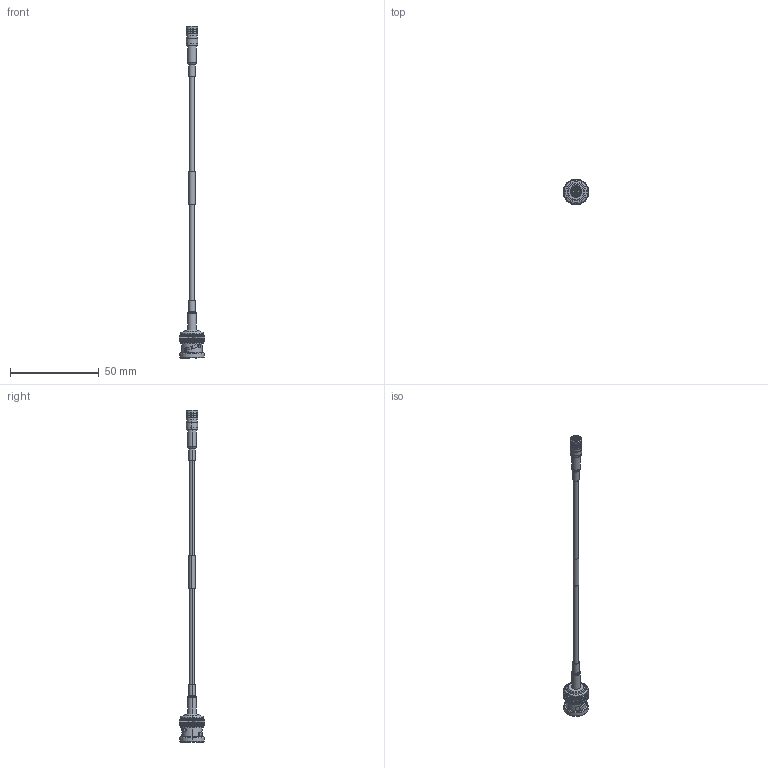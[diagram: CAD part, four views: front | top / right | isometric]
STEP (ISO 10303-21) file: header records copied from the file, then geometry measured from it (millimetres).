
FILE_DESCRIPTION (( 'STEP AP214' ), '1' );
FILE_NAME ('FMC00913_3D.STEP', '2022-08-31T19:52:06', ( '' ), ( '' ), 'SwSTEP 2.0', 'SolidWorks 2021', '' );
FILE_SCHEMA (( 'AUTOMOTIVE_DESIGN' ));
Length unit declared in the file: inch
Products named in the file (6): Copy of HeatShrink-LMR-100A^FMC00913; SC8841; Copy of Label-100^FMC00913; SC6031; FMC00913_3D; LMR-100A-PVC
Assembly tree (6 placements, depth 2):
  FMC00913_3D
    LMR-100A-PVC
    Copy of HeatShrink-LMR-100A^FMC00913  x2
    SC8841
    SC6031
    Copy of Label-100^FMC00913
Bounding box: 14.46 x 14.46 x 187.35 mm (x, y, z)
Volume: 3539.6 mm3; surface area: 4989.6 mm2
Topology: 8 solids, 9 shells, 564 faces, 1271 edges, 740 vertices
Faces by surface type: plane 209, cylinder 159, cone 150, torus 26, bspline 20
Entity records: 17216 total; most frequent: CARTESIAN_POINT 4762, DIRECTION 2565, ORIENTED_EDGE 2498, EDGE_CURVE 1249, AXIS2_PLACEMENT_3D 1077, VERTEX_POINT 728, EDGE_LOOP 575, FACE_OUTER_BOUND 552
